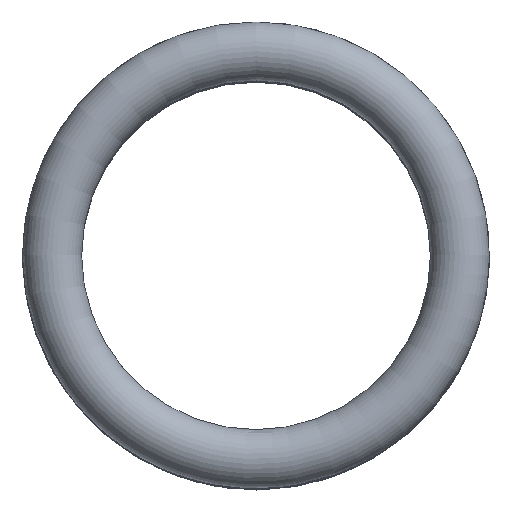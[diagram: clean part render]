
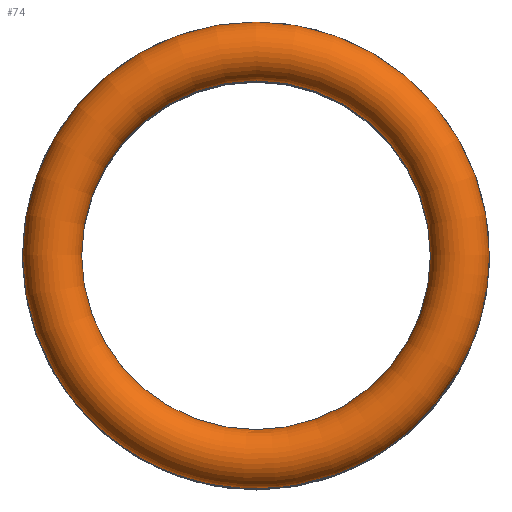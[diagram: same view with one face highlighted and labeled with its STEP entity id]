
A CAD part, top view. The second image highlights one B-rep face of the part: STEP entity #74.
In plain terms, the highlighted toroidal (fillet/blend) face has major radius 2.746 mm and minor radius 0.397 mm.
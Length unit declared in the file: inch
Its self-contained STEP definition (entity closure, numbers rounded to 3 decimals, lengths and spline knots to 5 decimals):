
#16=FACE_OUTER_BOUND('',#19,.T.);
#19=EDGE_LOOP('',(#50,#51,#52,#53,#54,#55,#56,#57));
#22=B_SPLINE_CURVE_WITH_KNOTS('',3,(#131,#132,#133,#134,#135,#136,#137,
#138,#139,#140,#141,#142,#143,#144,#145,#146,#147,#148,#149,#150,#151,#152,
#153,#154,#155,#156,#157,#158,#159,#160,#161,#162,#163,#164,#165,#166,#167,
#168,#169,#170,#171,#172,#173,#174,#175,#176,#177,#178,#179,#180,#181,#182),
 .UNSPECIFIED.,.F.,.F.,(4,2,2,2,2,2,2,2,2,2,2,2,2,2,2,2,2,2,2,2,2,2,2,2,
2,4),(-1.78343,-1.77707,-1.63773,-1.50015,
-1.36513,-1.23384,-1.10826,-0.9923,
-0.87805,-0.81834,-0.78045,-0.76914,
-0.76277,-0.75836,-0.75418,-0.74855,
-0.73812,-0.71153,-0.5949,-0.47614,
-0.37342,-0.27381,-0.17609,-0.0887,
0.,0.00411),.UNSPECIFIED.);
#25=CIRCLE('',#92,0.01563);
#26=CIRCLE('',#93,0.0925);
#27=CIRCLE('',#94,0.0925);
#28=CIRCLE('',#95,0.01563);
#33=VERTEX_POINT('',#125);
#34=VERTEX_POINT('',#127);
#35=VERTEX_POINT('',#130);
#39=EDGE_CURVE('',#33,#33,#25,.T.);
#40=EDGE_CURVE('',#33,#34,#26,.T.);
#41=EDGE_CURVE('',#34,#33,#27,.T.);
#42=EDGE_CURVE('',#35,#34,#22,.T.);
#43=EDGE_CURVE('',#35,#34,#28,.T.);
#50=ORIENTED_EDGE('',*,*,#39,.F.);
#51=ORIENTED_EDGE('',*,*,#40,.T.);
#52=ORIENTED_EDGE('',*,*,#41,.T.);
#53=ORIENTED_EDGE('',*,*,#39,.T.);
#54=ORIENTED_EDGE('',*,*,#41,.F.);
#55=ORIENTED_EDGE('',*,*,#42,.F.);
#56=ORIENTED_EDGE('',*,*,#43,.T.);
#57=ORIENTED_EDGE('',*,*,#40,.F.);
#72=TOROIDAL_SURFACE('',#91,0.10813,0.01563);
#74=ADVANCED_FACE('',(#16),#72,.T.);
#91=AXIS2_PLACEMENT_3D('',#124,#103,#104);
#92=AXIS2_PLACEMENT_3D('',#126,#105,#106);
#93=AXIS2_PLACEMENT_3D('',#128,#107,#108);
#94=AXIS2_PLACEMENT_3D('',#129,#109,#110);
#95=AXIS2_PLACEMENT_3D('',#183,#111,#112);
#103=DIRECTION('center_axis',(0.,0.,1.));
#104=DIRECTION('ref_axis',(1.,0.,0.));
#105=DIRECTION('center_axis',(0.,-1.,0.));
#106=DIRECTION('ref_axis',(-1.,0.,0.));
#107=DIRECTION('center_axis',(0.,0.,-1.));
#108=DIRECTION('ref_axis',(1.,0.,0.));
#109=DIRECTION('center_axis',(0.,0.,-1.));
#110=DIRECTION('ref_axis',(1.,0.,0.));
#111=DIRECTION('center_axis',(0.,1.,0.));
#112=DIRECTION('ref_axis',(-1.,0.,0.));
#124=CARTESIAN_POINT('Origin',(0.,0.,0.44875));
#125=CARTESIAN_POINT('',(-0.0925,0.,0.44875));
#126=CARTESIAN_POINT('Origin',(-0.10813,0.,0.44875));
#127=CARTESIAN_POINT('',(0.0925,0.,0.44875));
#128=CARTESIAN_POINT('Origin',(0.,0.,0.44875));
#129=CARTESIAN_POINT('Origin',(0.,0.,0.44875));
#130=CARTESIAN_POINT('',(0.12375,0.,0.44875));
#131=CARTESIAN_POINT('Ctrl Pts',(0.12375,0.,0.44875));
#132=CARTESIAN_POINT('Ctrl Pts',(0.12375,-0.00072,0.44872));
#133=CARTESIAN_POINT('Ctrl Pts',(0.12374,-0.00144,
0.44868));
#134=CARTESIAN_POINT('Ctrl Pts',(0.12345,-0.01794,0.44789));
#135=CARTESIAN_POINT('Ctrl Pts',(0.1201,-0.03351,
0.44714));
#136=CARTESIAN_POINT('Ctrl Pts',(0.1077,-0.06232,
0.44562));
#137=CARTESIAN_POINT('Ctrl Pts',(0.09884,-0.07531,
0.44488));
#138=CARTESIAN_POINT('Ctrl Pts',(0.07688,-0.09699,
0.44339));
#139=CARTESIAN_POINT('Ctrl Pts',(0.06406,-0.10557,
0.44265));
#140=CARTESIAN_POINT('Ctrl Pts',(0.03626,-0.11724,
0.44118));
#141=CARTESIAN_POINT('Ctrl Pts',(0.0216,-0.12038,
0.44046));
#142=CARTESIAN_POINT('Ctrl Pts',(-0.00745,-0.121,
0.43903));
#143=CARTESIAN_POINT('Ctrl Pts',(-0.02161,-0.1187,
0.43834));
#144=CARTESIAN_POINT('Ctrl Pts',(-0.04726,-0.10938,
0.43697));
#145=CARTESIAN_POINT('Ctrl Pts',(-0.05874,-0.10278,
0.43632));
#146=CARTESIAN_POINT('Ctrl Pts',(-0.07845,-0.08593,
0.435));
#147=CARTESIAN_POINT('Ctrl Pts',(-0.08521,-0.077,
0.43443));
#148=CARTESIAN_POINT('Ctrl Pts',(-0.09163,-0.0655,
0.43375));
#149=CARTESIAN_POINT('Ctrl Pts',(-0.09311,-0.06199,
0.43355));
#150=CARTESIAN_POINT('Ctrl Pts',(-0.09444,-0.05753,
0.43331));
#151=CARTESIAN_POINT('Ctrl Pts',(-0.0947,-0.05606,
0.43323));
#152=CARTESIAN_POINT('Ctrl Pts',(-0.09466,-0.05471,
0.43317));
#153=CARTESIAN_POINT('Ctrl Pts',(-0.09463,-0.05437,
0.43316));
#154=CARTESIAN_POINT('Ctrl Pts',(-0.09448,-0.0539,
0.43314));
#155=CARTESIAN_POINT('Ctrl Pts',(-0.0944,-0.05374,
0.43313));
#156=CARTESIAN_POINT('Ctrl Pts',(-0.09421,-0.05351,
0.43313));
#157=CARTESIAN_POINT('Ctrl Pts',(-0.09412,-0.05343,
0.43312));
#158=CARTESIAN_POINT('Ctrl Pts',(-0.09391,-0.05331,
0.43313));
#159=CARTESIAN_POINT('Ctrl Pts',(-0.0938,-0.05328,
0.43313));
#160=CARTESIAN_POINT('Ctrl Pts',(-0.09354,-0.05325,
0.43313));
#161=CARTESIAN_POINT('Ctrl Pts',(-0.09338,-0.05326,
0.43314));
#162=CARTESIAN_POINT('Ctrl Pts',(-0.09294,-0.05334,
0.43315));
#163=CARTESIAN_POINT('Ctrl Pts',(-0.09264,-0.05346,
0.43317));
#164=CARTESIAN_POINT('Ctrl Pts',(-0.0916,-0.05399,
0.43322));
#165=CARTESIAN_POINT('Ctrl Pts',(-0.09075,-0.05463,
0.43328));
#166=CARTESIAN_POINT('Ctrl Pts',(-0.08643,-0.0582,
0.43358));
#167=CARTESIAN_POINT('Ctrl Pts',(-0.08119,-0.06374,
0.43401));
#168=CARTESIAN_POINT('Ctrl Pts',(-0.0662,-0.07603,
0.43513));
#169=CARTESIAN_POINT('Ctrl Pts',(-0.05516,-0.08378,
0.43592));
#170=CARTESIAN_POINT('Ctrl Pts',(-0.02785,-0.09391,
0.43768));
#171=CARTESIAN_POINT('Ctrl Pts',(-0.01448,-0.09614,
0.4385));
#172=CARTESIAN_POINT('Ctrl Pts',(0.01204,-0.09517,
0.44015));
#173=CARTESIAN_POINT('Ctrl Pts',(0.02486,-0.09215,
0.44096));
#174=CARTESIAN_POINT('Ctrl Pts',(0.04834,-0.08132,
0.44259));
#175=CARTESIAN_POINT('Ctrl Pts',(0.05879,-0.07372,
0.4434));
#176=CARTESIAN_POINT('Ctrl Pts',(0.07518,-0.05585,
0.44495));
#177=CARTESIAN_POINT('Ctrl Pts',(0.08134,-0.0461,
0.44568));
#178=CARTESIAN_POINT('Ctrl Pts',(0.08996,-0.02471,
0.44716));
#179=CARTESIAN_POINT('Ctrl Pts',(0.09229,-0.01323,
0.4479));
#180=CARTESIAN_POINT('Ctrl Pts',(0.0925,-0.00108,
0.44868));
#181=CARTESIAN_POINT('Ctrl Pts',(0.0925,-0.00054,0.44872));
#182=CARTESIAN_POINT('Ctrl Pts',(0.0925,0.,0.44875));
#183=CARTESIAN_POINT('Origin',(0.10813,0.,0.44875));
